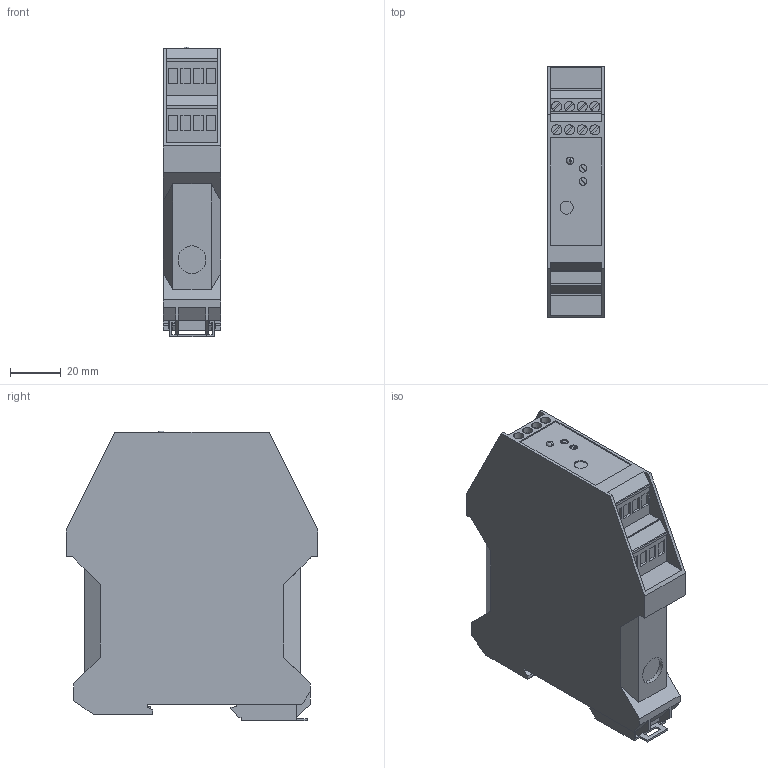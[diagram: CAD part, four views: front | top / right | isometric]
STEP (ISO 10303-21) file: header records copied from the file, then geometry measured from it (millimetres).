
FILE_DESCRIPTION(('Creo Elements/Direct Modeling STEP Export'),'2;1');
FILE_NAME('model.stp','2020-06-03T 9:02:10',(''),(''),'Creo Elements/Direct Modeling STEP processor for AP214 (Solid Model)','Creo Elements/Direct Modeling 20.1A 29-Sep-2018 (C) Parametric Technology GmbH','');
FILE_SCHEMA(('AUTOMOTIVE_DESIGN { 1 0 10303 214 1 1 1 1 }'));
Length unit declared in the file: millimetre
Products named in the file (2): MCR-S-20-100-UI-DCI-select
Assembly tree (1 placements, depth 2):
  MCR-S-20-100-UI-DCI-select
    MCR-S-20-100-UI-DCI-select
Bounding box: 22.6 x 99 x 114 mm (x, y, z)
Volume: 200042.8 mm3; surface area: 31943.3 mm2
Topology: 1 solids, 1 shells, 382 faces, 1014 edges, 667 vertices
Faces by surface type: plane 349, cylinder 31, torus 2
Entity records: 14198 total; most frequent: ORIENTED_EDGE 2028, CARTESIAN_POINT 1945, DIRECTION 1677, EDGE_CURVE 1014, VECTOR 879, LINE 879, VERTEX_POINT 667, EDGE_LOOP 419
